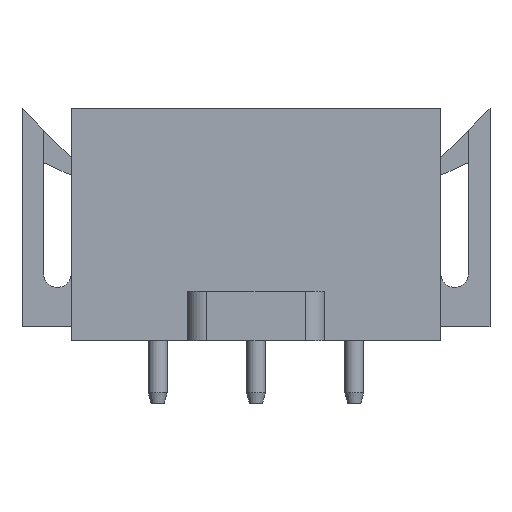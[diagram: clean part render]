
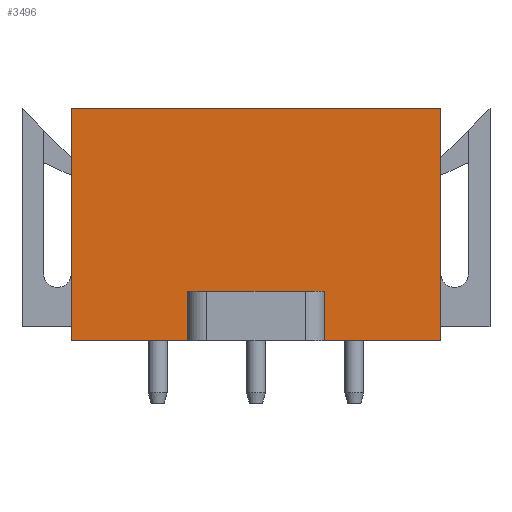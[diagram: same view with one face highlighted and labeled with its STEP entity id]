
A CAD part, left-side view. The second image highlights one B-rep face of the part: STEP entity #3496.
In plain terms, the highlighted planar face has unit normal (-1, 0, 0).
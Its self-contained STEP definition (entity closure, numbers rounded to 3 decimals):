
#3451=AXIS2_PLACEMENT_3D('Plane Axis2P3D',#3448,#3449,#3450) ;
#3194=CARTESIAN_POINT('Vertex',(7.,2.5,15.)) ;
#3197=CARTESIAN_POINT('Line Origine',(7.,2.5,9.1)) ;
#3201=CARTESIAN_POINT('Vertex',(7.,2.5,3.2)) ;
#3315=CARTESIAN_POINT('Vertex',(7.,21.3,15.)) ;
#3318=CARTESIAN_POINT('Line Origine',(7.,11.9,15.)) ;
#3400=CARTESIAN_POINT('Vertex',(7.,21.3,3.2)) ;
#3403=CARTESIAN_POINT('Line Origine',(7.,21.3,9.1)) ;
#3448=CARTESIAN_POINT('Axis2P3D Location',(7.,21.3,0.)) ;
#3453=CARTESIAN_POINT('Line Origine',(7.,5.45,3.2)) ;
#3457=CARTESIAN_POINT('Vertex',(7.,8.4,3.2)) ;
#3460=CARTESIAN_POINT('Line Origine',(7.,18.35,3.2)) ;
#3464=CARTESIAN_POINT('Vertex',(7.,15.4,3.2)) ;
#3467=CARTESIAN_POINT('Line Origine',(7.,15.4,4.45)) ;
#3471=CARTESIAN_POINT('Vertex',(7.,15.4,5.7)) ;
#3474=CARTESIAN_POINT('Line Origine',(7.,11.9,5.7)) ;
#3478=CARTESIAN_POINT('Vertex',(7.,8.4,5.7)) ;
#3481=CARTESIAN_POINT('Line Origine',(7.,8.4,4.45)) ;
#3198=DIRECTION('Vector Direction',(0.,0.,1.)) ;
#3319=DIRECTION('Vector Direction',(0.,-1.,0.)) ;
#3404=DIRECTION('Vector Direction',(0.,0.,1.)) ;
#3449=DIRECTION('Axis2P3D Direction',(-1.,0.,0.)) ;
#3450=DIRECTION('Axis2P3D XDirection',(0.,-1.,0.)) ;
#3454=DIRECTION('Vector Direction',(0.,-1.,0.)) ;
#3461=DIRECTION('Vector Direction',(0.,-1.,0.)) ;
#3468=DIRECTION('Vector Direction',(0.,0.,1.)) ;
#3475=DIRECTION('Vector Direction',(0.,-1.,0.)) ;
#3482=DIRECTION('Vector Direction',(0.,0.,1.)) ;
#3199=VECTOR('Line Direction',#3198,1.) ;
#3320=VECTOR('Line Direction',#3319,1.) ;
#3405=VECTOR('Line Direction',#3404,1.) ;
#3455=VECTOR('Line Direction',#3454,1.) ;
#3462=VECTOR('Line Direction',#3461,1.) ;
#3469=VECTOR('Line Direction',#3468,1.) ;
#3476=VECTOR('Line Direction',#3475,1.) ;
#3483=VECTOR('Line Direction',#3482,1.) ;
#3487=ORIENTED_EDGE('',*,*,#3459,.T.) ;
#3488=ORIENTED_EDGE('',*,*,#3203,.T.) ;
#3489=ORIENTED_EDGE('',*,*,#3322,.F.) ;
#3490=ORIENTED_EDGE('',*,*,#3407,.F.) ;
#3491=ORIENTED_EDGE('',*,*,#3466,.T.) ;
#3492=ORIENTED_EDGE('',*,*,#3473,.T.) ;
#3493=ORIENTED_EDGE('',*,*,#3480,.F.) ;
#3494=ORIENTED_EDGE('',*,*,#3485,.F.) ;
#3496=ADVANCED_FACE('Hauptkoerper',(#3495),#3452,.T.) ;
#3203=EDGE_CURVE('',#3202,#3195,#3200,.T.) ;
#3322=EDGE_CURVE('',#3316,#3195,#3321,.T.) ;
#3407=EDGE_CURVE('',#3401,#3316,#3406,.T.) ;
#3459=EDGE_CURVE('',#3458,#3202,#3456,.T.) ;
#3466=EDGE_CURVE('',#3401,#3465,#3463,.T.) ;
#3473=EDGE_CURVE('',#3465,#3472,#3470,.T.) ;
#3480=EDGE_CURVE('',#3479,#3472,#3477,.F.) ;
#3485=EDGE_CURVE('',#3458,#3479,#3484,.T.) ;
#3486=EDGE_LOOP('',(#3487,#3488,#3489,#3490,#3491,#3492,#3493,#3494)) ;
#3495=FACE_OUTER_BOUND('',#3486,.T.) ;
#3200=LINE('Line',#3197,#3199) ;
#3321=LINE('Line',#3318,#3320) ;
#3406=LINE('Line',#3403,#3405) ;
#3456=LINE('Line',#3453,#3455) ;
#3463=LINE('Line',#3460,#3462) ;
#3470=LINE('Line',#3467,#3469) ;
#3477=LINE('Line',#3474,#3476) ;
#3484=LINE('Line',#3481,#3483) ;
#3452=PLANE('',#3451) ;
#3195=VERTEX_POINT('',#3194) ;
#3202=VERTEX_POINT('',#3201) ;
#3316=VERTEX_POINT('',#3315) ;
#3401=VERTEX_POINT('',#3400) ;
#3458=VERTEX_POINT('',#3457) ;
#3465=VERTEX_POINT('',#3464) ;
#3472=VERTEX_POINT('',#3471) ;
#3479=VERTEX_POINT('',#3478) ;
